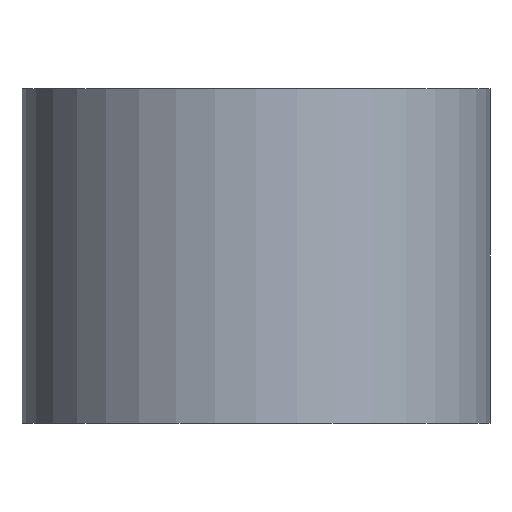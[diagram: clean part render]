
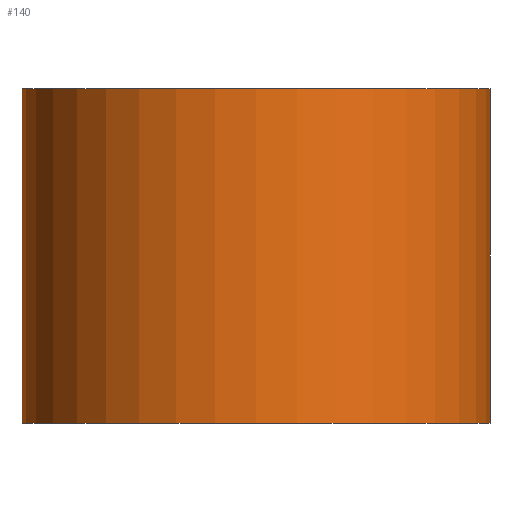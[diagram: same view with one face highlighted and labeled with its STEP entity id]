
A CAD part, front view. The second image highlights one B-rep face of the part: STEP entity #140.
In plain terms, the highlighted cylindrical face has radius 7 mm (diameter 14 mm), a partial arc.
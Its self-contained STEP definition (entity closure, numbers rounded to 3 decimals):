
#12 = CYLINDRICAL_SURFACE ( 'NONE', #153, 7. ) ;
#14 = CARTESIAN_POINT ( 'NONE',  ( -7., 0., -12.636 ) ) ;
#16 = CARTESIAN_POINT ( 'NONE',  ( 7., 0., -5. ) ) ;
#17 = VERTEX_POINT ( 'NONE', #239 ) ;
#32 = CARTESIAN_POINT ( 'NONE',  ( 7., 0., -12.636 ) ) ;
#36 = AXIS2_PLACEMENT_3D ( 'NONE', #160, #241, #292 ) ;
#43 = VECTOR ( 'NONE', #321, 1000. ) ;
#81 = EDGE_CURVE ( 'NONE', #210, #262, #181, .T. ) ;
#96 = CARTESIAN_POINT ( 'NONE',  ( 0., 0., 5. ) ) ;
#112 = VECTOR ( 'NONE', #302, 1000. ) ;
#134 = AXIS2_PLACEMENT_3D ( 'NONE', #96, #197, #203 ) ;
#140 = ADVANCED_FACE ( 'NONE', ( #250 ), #12, .T. ) ;
#153 = AXIS2_PLACEMENT_3D ( 'NONE', #224, #328, #176 ) ;
#160 = CARTESIAN_POINT ( 'NONE',  ( 0., 0., -5. ) ) ;
#163 = EDGE_CURVE ( 'NONE', #329, #210, #222, .T. ) ;
#168 = CARTESIAN_POINT ( 'NONE',  ( -7., 0., -5. ) ) ;
#171 = EDGE_CURVE ( 'NONE', #17, #262, #277, .T. ) ;
#176 = DIRECTION ( 'NONE',  ( -1., 0., 0. ) ) ;
#181 = CIRCLE ( 'NONE', #36, 7. ) ;
#197 = DIRECTION ( 'NONE',  ( 0., 0., -1. ) ) ;
#203 = DIRECTION ( 'NONE',  ( -1., 0., 0. ) ) ;
#210 = VERTEX_POINT ( 'NONE', #16 ) ;
#222 = LINE ( 'NONE', #32, #43 ) ;
#224 = CARTESIAN_POINT ( 'NONE',  ( 0., 0., -12.636 ) ) ;
#230 = ORIENTED_EDGE ( 'NONE', *, *, #163, .F. ) ;
#238 = EDGE_CURVE ( 'NONE', #329, #17, #242, .T. ) ;
#239 = CARTESIAN_POINT ( 'NONE',  ( -7., 0., 5. ) ) ;
#241 = DIRECTION ( 'NONE',  ( 0., 0., -1. ) ) ;
#242 = CIRCLE ( 'NONE', #134, 7. ) ;
#248 = CARTESIAN_POINT ( 'NONE',  ( 7., 0., 5. ) ) ;
#250 = FACE_OUTER_BOUND ( 'NONE', #333, .T. ) ;
#258 = ORIENTED_EDGE ( 'NONE', *, *, #81, .F. ) ;
#262 = VERTEX_POINT ( 'NONE', #168 ) ;
#277 = LINE ( 'NONE', #14, #112 ) ;
#284 = ORIENTED_EDGE ( 'NONE', *, *, #238, .T. ) ;
#292 = DIRECTION ( 'NONE',  ( -1., 0., 0. ) ) ;
#302 = DIRECTION ( 'NONE',  ( 0., 0., -1. ) ) ;
#321 = DIRECTION ( 'NONE',  ( 0., 0., -1. ) ) ;
#328 = DIRECTION ( 'NONE',  ( 0., 0., -1. ) ) ;
#329 = VERTEX_POINT ( 'NONE', #248 ) ;
#331 = ORIENTED_EDGE ( 'NONE', *, *, #171, .T. ) ;
#333 = EDGE_LOOP ( 'NONE', ( #230, #284, #331, #258 ) ) ;
